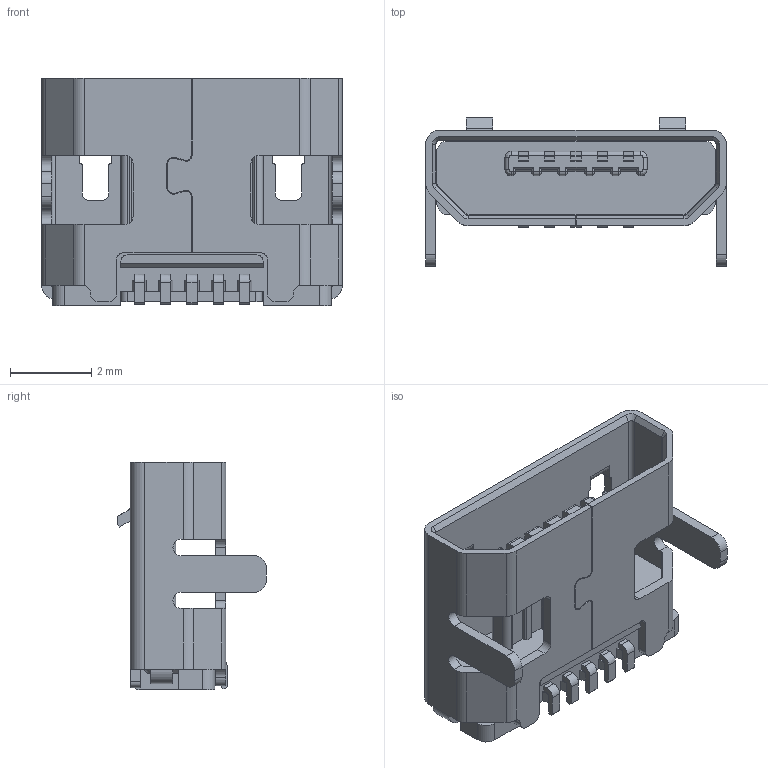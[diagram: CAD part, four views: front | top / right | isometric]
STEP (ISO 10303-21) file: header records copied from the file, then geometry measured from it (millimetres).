
FILE_DESCRIPTION( ( 'STEP AP214' ), '1' );
FILE_NAME( 'USB3076-30-A.stp', '2022-01-21T08:16:24', ( 'License CC BY-ND 4.0' ), ( 'CADENAS' ), ' ', 'PARTsolutions', ' ' );
FILE_SCHEMA( ( 'AUTOMOTIVE_DESIGN { 1 0 10303 214 1 1 1 1 }' ) );
Length unit declared in the file: millimetre
Products named in the file (3): USB3076-30-A; Ô²½Ç1; Imported1
Assembly tree (2 placements, depth 2):
  USB3076-30-A
    Ô²½Ç1
    Imported1
Bounding box: 7.4 x 3.66 x 5.6 mm (x, y, z)
Volume: 40.9 mm3; surface area: 269.1 mm2
Topology: 2 solids, 2 shells, 530 faces, 1478 edges, 958 vertices
Faces by surface type: plane 352, cylinder 131, bspline 29, cone 18
Entity records: 21857 total; most frequent: CARTESIAN_POINT 4014, ORIENTED_EDGE 2956, DIRECTION 2659, EDGE_CURVE 1478, LINE 1093, VECTOR 1093, VERTEX_POINT 958, AXIS2_PLACEMENT_3D 783
